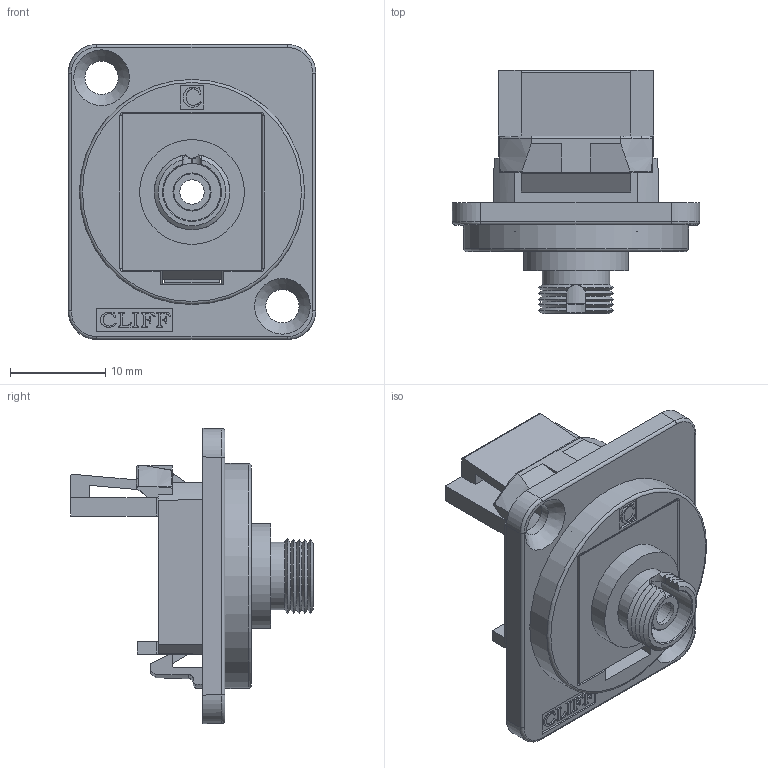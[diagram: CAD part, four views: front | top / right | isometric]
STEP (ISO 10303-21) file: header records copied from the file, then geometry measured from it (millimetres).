
FILE_DESCRIPTION(/* description */ (''),/* implementation_level */ '2;1');
FILE_NAME(/* name */ 'CP30219M FC fibre CSK.stp',/* time_stamp */ '2025-04-02T14:45:27+01:00',/* author */ ('tottley'),/* organization */ (''),/* preprocessor_version */ 'ST-DEVELOPER v20',/* originating_system */ 'Autodesk Inventor 2025',/* authorisation */ '');
FILE_SCHEMA (('AUTOMOTIVE_DESIGN { 1 0 10303 214 3 1 1 }'));
Length unit declared in the file: millimetre
Products named in the file (1): CP30219M3 FC fibre M3
Bounding box: 26 x 25.51 x 31 mm (x, y, z)
Volume: 3628.3 mm3; surface area: 5614.4 mm2
Topology: 1 solids, 1 shells, 489 faces, 1398 edges, 899 vertices
Faces by surface type: plane 276, cylinder 96, bspline 57, cone 46, torus 14
Full cylindrical faces by diameter (mm): 2.55 x2, 3 x1, 3.5 x2, 4 x2, 6 x2, 7.1 x2, 8 x1, 10 x1, 11 x1, 12 x1
Entity records: 17838 total; most frequent: CARTESIAN_POINT 4799, ORIENTED_EDGE 2796, DIRECTION 2415, EDGE_CURVE 1398, VERTEX_POINT 899, AXIS2_PLACEMENT_3D 807, LINE 801, VECTOR 801
